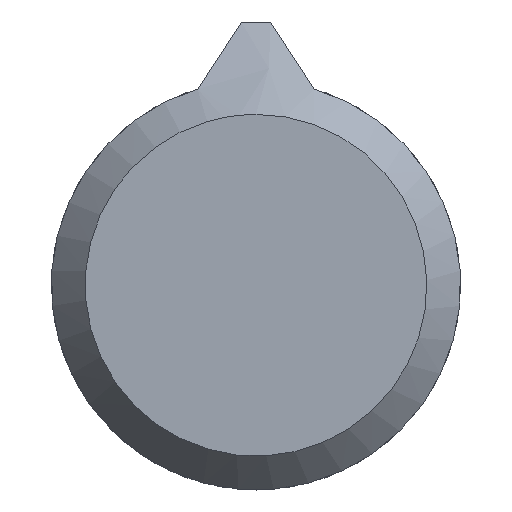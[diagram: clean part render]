
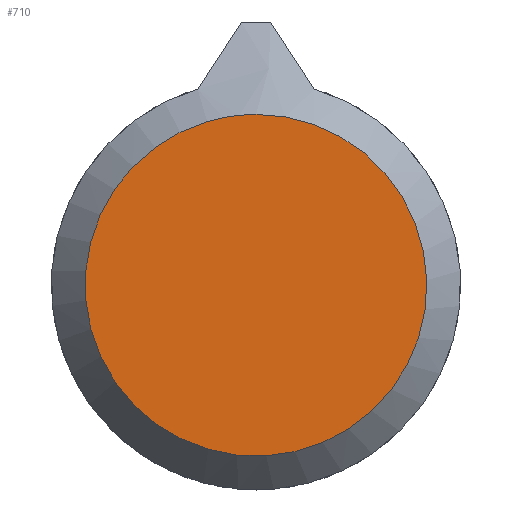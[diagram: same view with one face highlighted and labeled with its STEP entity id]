
A CAD part, front view. The second image highlights one B-rep face of the part: STEP entity #710.
In plain terms, the highlighted planar face has unit normal (0, -1, 0).
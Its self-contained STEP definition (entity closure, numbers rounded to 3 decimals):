
#710 = ADVANCED_FACE ( 'NONE', ( #9551 ), #3454, .F. ) ;
#2048 = CIRCLE ( 'NONE', #6669, 5.841 ) ;
#3454 = PLANE ( 'NONE',  #16469 ) ;
#3504 = VERTEX_POINT ( 'NONE', #8139 ) ;
#3787 = EDGE_LOOP ( 'NONE', ( #7442 ) ) ;
#6669 = AXIS2_PLACEMENT_3D ( 'NONE', #17399, #14512, #15974 ) ;
#7442 = ORIENTED_EDGE ( 'NONE', *, *, #9304, .T. ) ;
#8139 = CARTESIAN_POINT ( 'NONE',  ( 0., 0., -5.841 ) ) ;
#8982 = DIRECTION ( 'NONE',  ( 0., 1., 0. ) ) ;
#9304 = EDGE_CURVE ( 'NONE', #3504, #3504, #2048, .T. ) ;
#9551 = FACE_OUTER_BOUND ( 'NONE', #3787, .T. ) ;
#10243 = CARTESIAN_POINT ( 'NONE',  ( 0., 0., 0. ) ) ;
#14512 = DIRECTION ( 'NONE',  ( 0., -1., 0. ) ) ;
#14530 = DIRECTION ( 'NONE',  ( 0., 0., 1. ) ) ;
#15974 = DIRECTION ( 'NONE',  ( 0., 0., -1. ) ) ;
#16469 = AXIS2_PLACEMENT_3D ( 'NONE', #10243, #8982, #14530 ) ;
#17399 = CARTESIAN_POINT ( 'NONE',  ( 0., 0., 0. ) ) ;
